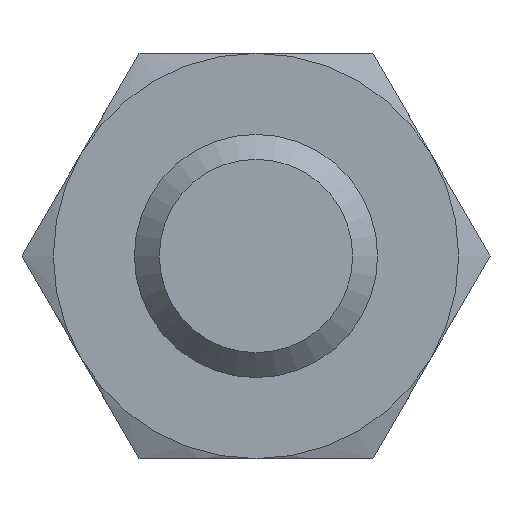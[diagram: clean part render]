
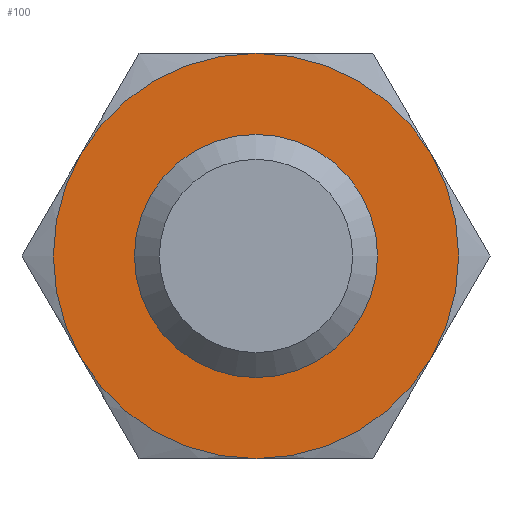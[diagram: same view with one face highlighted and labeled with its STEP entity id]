
A CAD part, front view. The second image highlights one B-rep face of the part: STEP entity #100.
In plain terms, the highlighted planar face has unit normal (0, -1, 0).
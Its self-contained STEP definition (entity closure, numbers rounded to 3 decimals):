
#100 = ADVANCED_FACE( '', ( #199, #200 ), #201, .F. );
#199 = FACE_BOUND( '', #290, .T. );
#200 = FACE_OUTER_BOUND( '', #291, .T. );
#201 = PLANE( '', #292 );
#290 = EDGE_LOOP( '', ( #484 ) );
#291 = EDGE_LOOP( '', ( #485, #486, #487, #488, #489, #490 ) );
#292 = AXIS2_PLACEMENT_3D( '', #491, #492, #493 );
#484 = ORIENTED_EDGE( '', *, *, #529, .F. );
#485 = ORIENTED_EDGE( '', *, *, #495, .T. );
#486 = ORIENTED_EDGE( '', *, *, #513, .T. );
#487 = ORIENTED_EDGE( '', *, *, #546, .T. );
#488 = ORIENTED_EDGE( '', *, *, #565, .T. );
#489 = ORIENTED_EDGE( '', *, *, #531, .T. );
#490 = ORIENTED_EDGE( '', *, *, #550, .T. );
#491 = CARTESIAN_POINT( '', ( 5., 0., 0. ) );
#492 = DIRECTION( '', ( 0., 1., 0. ) );
#493 = DIRECTION( '', ( 0., 0., 1. ) );
#495 = EDGE_CURVE( '', #569, #570, #571, .T. );
#513 = EDGE_CURVE( '', #570, #599, #600, .T. );
#529 = EDGE_CURVE( '', #625, #625, #626, .T. );
#531 = EDGE_CURVE( '', #610, #592, #628, .T. );
#546 = EDGE_CURVE( '', #599, #641, #649, .T. );
#550 = EDGE_CURVE( '', #592, #569, #653, .T. );
#565 = EDGE_CURVE( '', #641, #610, #669, .T. );
#569 = VERTEX_POINT( '', #673 );
#570 = VERTEX_POINT( '', #674 );
#571 = CIRCLE( '', #675, 5. );
#592 = VERTEX_POINT( '', #719 );
#599 = VERTEX_POINT( '', #736 );
#600 = CIRCLE( '', #737, 5. );
#610 = VERTEX_POINT( '', #753 );
#625 = VERTEX_POINT( '', #781 );
#626 = CIRCLE( '', #782, 2.2 );
#628 = CIRCLE( '', #784, 5. );
#641 = VERTEX_POINT( '', #813 );
#649 = CIRCLE( '', #837, 5. );
#653 = CIRCLE( '', #844, 5. );
#669 = CIRCLE( '', #867, 5. );
#673 = CARTESIAN_POINT( '', ( 0., 0., -5. ) );
#674 = CARTESIAN_POINT( '', ( 4.33, 0., -2.5 ) );
#675 = AXIS2_PLACEMENT_3D( '', #870, #871, #872 );
#719 = CARTESIAN_POINT( '', ( -4.33, 0., -2.5 ) );
#736 = CARTESIAN_POINT( '', ( 4.33, 0., 2.5 ) );
#737 = AXIS2_PLACEMENT_3D( '', #881, #882, #883 );
#753 = CARTESIAN_POINT( '', ( -4.33, 0., 2.5 ) );
#781 = CARTESIAN_POINT( '', ( 0., 0., -2.2 ) );
#782 = AXIS2_PLACEMENT_3D( '', #897, #898, #899 );
#784 = AXIS2_PLACEMENT_3D( '', #900, #901, #902 );
#813 = CARTESIAN_POINT( '', ( 0., 0., 5. ) );
#837 = AXIS2_PLACEMENT_3D( '', #908, #909, #910 );
#844 = AXIS2_PLACEMENT_3D( '', #911, #912, #913 );
#867 = AXIS2_PLACEMENT_3D( '', #927, #928, #929 );
#870 = CARTESIAN_POINT( '', ( 0., 0., 0. ) );
#871 = DIRECTION( '', ( 0., -1., 0. ) );
#872 = DIRECTION( '', ( 0., 0., -1. ) );
#881 = CARTESIAN_POINT( '', ( 0., 0., 0. ) );
#882 = DIRECTION( '', ( 0., -1., 0. ) );
#883 = DIRECTION( '', ( 0., 0., -1. ) );
#897 = CARTESIAN_POINT( '', ( 0., 0., 0. ) );
#898 = DIRECTION( '', ( 0., -1., 0. ) );
#899 = DIRECTION( '', ( 0., 0., -1. ) );
#900 = CARTESIAN_POINT( '', ( 0., 0., 0. ) );
#901 = DIRECTION( '', ( 0., -1., 0. ) );
#902 = DIRECTION( '', ( 0., 0., -1. ) );
#908 = CARTESIAN_POINT( '', ( 0., 0., 0. ) );
#909 = DIRECTION( '', ( 0., -1., 0. ) );
#910 = DIRECTION( '', ( 0., 0., -1. ) );
#911 = CARTESIAN_POINT( '', ( 0., 0., 0. ) );
#912 = DIRECTION( '', ( 0., -1., 0. ) );
#913 = DIRECTION( '', ( 0., 0., -1. ) );
#927 = CARTESIAN_POINT( '', ( 0., 0., 0. ) );
#928 = DIRECTION( '', ( 0., -1., 0. ) );
#929 = DIRECTION( '', ( 0., 0., -1. ) );
